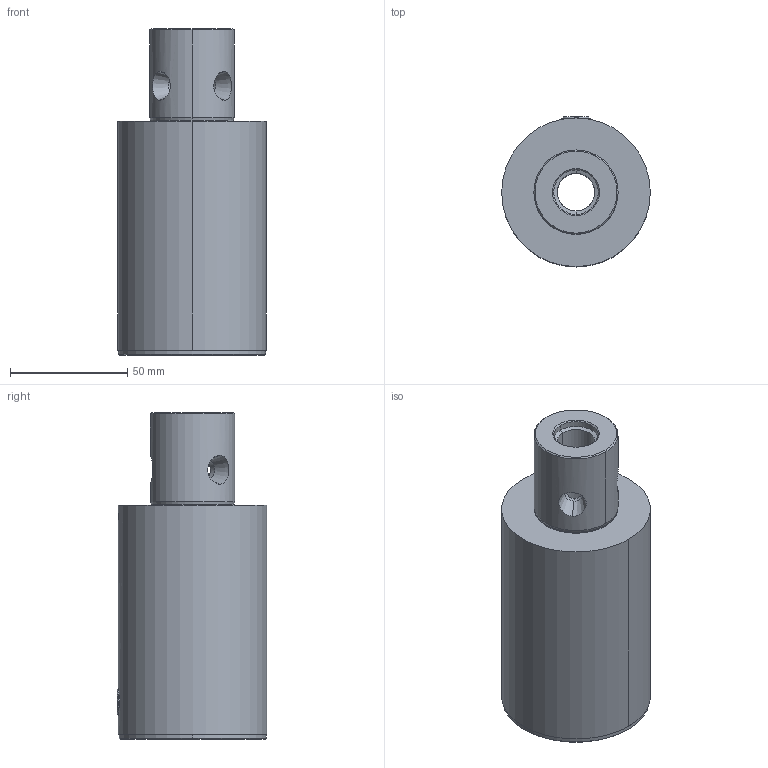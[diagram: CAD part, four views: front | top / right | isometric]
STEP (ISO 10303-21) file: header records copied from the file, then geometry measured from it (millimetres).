
FILE_DESCRIPTION(('no description'),'unknown implementation level');
FILE_NAME('C73782B3-BCB3-4F88-97E9-D8770A2B1409_export.stp',' ',('CIMSOURCE GmbH'),('CADClick - KiM GmbH - www.kimweb.de'),'unknown preprocess','ACIS','unknown authorization');
FILE_SCHEMA(('automotive_design'));
Length unit declared in the file: millimetre
Products named in the file (2): 331.665N Kaiser CKN6 X CKN6 X 100|331.665N Kaiser CKN6 X CKN6 X 100_Standard;NONE; 331.665N Kaiser CKN6 X CKN6 X 100|690.436 Kaiser ETL M12 X 18 CK6_Standard;NONE
Bounding box: 63.5 x 64.05 x 139.5 mm (x, y, z)
Volume: 277123.2 mm3; surface area: 42894.1 mm2
Topology: 2 solids, 2 shells, 115 faces, 268 edges, 154 vertices
Faces by surface type: cone 44, cylinder 36, plane 29, torus 6
Entity records: 6967 total; most frequent: CARTESIAN_POINT 1277, DIRECTION 584, STYLED_ITEM 535, PRESENTATION_STYLE_ASSIGNMENT 535, COLOUR_RGB 535, ORIENTED_EDGE 528, EDGE_CURVE 264, CURVE_STYLE 264
